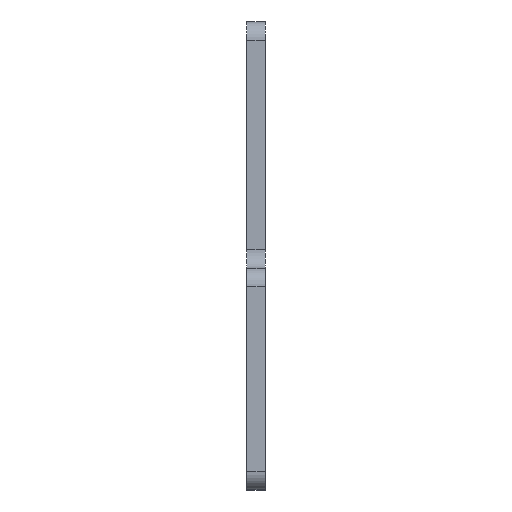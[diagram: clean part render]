
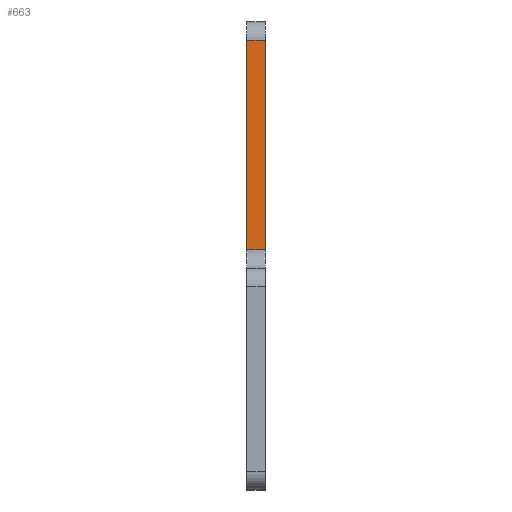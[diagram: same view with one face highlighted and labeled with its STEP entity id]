
A CAD part, left-side view. The second image highlights one B-rep face of the part: STEP entity #663.
In plain terms, the highlighted planar face has unit normal (-1, 0, 0).
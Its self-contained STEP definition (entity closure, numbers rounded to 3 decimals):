
#8 = EDGE_CURVE ( 'NONE', #441, #501, #552, .T. ) ;
#19 = CARTESIAN_POINT ( 'NONE',  ( -18., 3., 21. ) ) ;
#49 = ORIENTED_EDGE ( 'NONE', *, *, #8, .F. ) ;
#122 = DIRECTION ( 'NONE',  ( 0., -1., 0. ) ) ;
#132 = LINE ( 'NONE', #1031, #551 ) ;
#147 = CARTESIAN_POINT ( 'NONE',  ( -18., 0., 58. ) ) ;
#148 = CARTESIAN_POINT ( 'NONE',  ( -18., 0., 21. ) ) ;
#157 = AXIS2_PLACEMENT_3D ( 'NONE', #423, #500, #338 ) ;
#162 = PLANE ( 'NONE',  #157 ) ;
#317 = VECTOR ( 'NONE', #341, 1000. ) ;
#338 = DIRECTION ( 'NONE',  ( 0., 0., -1. ) ) ;
#341 = DIRECTION ( 'NONE',  ( 0., 1., 0. ) ) ;
#384 = VECTOR ( 'NONE', #805, 1000. ) ;
#423 = CARTESIAN_POINT ( 'NONE',  ( -18., 0., 58. ) ) ;
#441 = VERTEX_POINT ( 'NONE', #465 ) ;
#465 = CARTESIAN_POINT ( 'NONE',  ( -18., 0., 55. ) ) ;
#500 = DIRECTION ( 'NONE',  ( -1., 0., 0. ) ) ;
#501 = VERTEX_POINT ( 'NONE', #148 ) ;
#506 = VERTEX_POINT ( 'NONE', #810 ) ;
#551 = VECTOR ( 'NONE', #122, 1000. ) ;
#552 = LINE ( 'NONE', #147, #384 ) ;
#663 = ADVANCED_FACE ( 'NONE', ( #833 ), #162, .T. ) ;
#676 = LINE ( 'NONE', #19, #317 ) ;
#679 = CARTESIAN_POINT ( 'NONE',  ( -18., 3., 55. ) ) ;
#682 = DIRECTION ( 'NONE',  ( 0., 0., -1. ) ) ;
#747 = ORIENTED_EDGE ( 'NONE', *, *, #1050, .F. ) ;
#779 = EDGE_LOOP ( 'NONE', ( #1045, #1015, #49, #747 ) ) ;
#782 = VERTEX_POINT ( 'NONE', #679 ) ;
#804 = EDGE_CURVE ( 'NONE', #782, #506, #930, .T. ) ;
#805 = DIRECTION ( 'NONE',  ( 0., 0., -1. ) ) ;
#810 = CARTESIAN_POINT ( 'NONE',  ( -18., 3., 21. ) ) ;
#833 = FACE_OUTER_BOUND ( 'NONE', #779, .T. ) ;
#840 = CARTESIAN_POINT ( 'NONE',  ( -18., 3., 58. ) ) ;
#877 = EDGE_CURVE ( 'NONE', #501, #506, #676, .T. ) ;
#930 = LINE ( 'NONE', #840, #1000 ) ;
#1000 = VECTOR ( 'NONE', #682, 1000. ) ;
#1015 = ORIENTED_EDGE ( 'NONE', *, *, #877, .F. ) ;
#1031 = CARTESIAN_POINT ( 'NONE',  ( -18., 0., 55. ) ) ;
#1045 = ORIENTED_EDGE ( 'NONE', *, *, #804, .T. ) ;
#1050 = EDGE_CURVE ( 'NONE', #782, #441, #132, .T. ) ;
